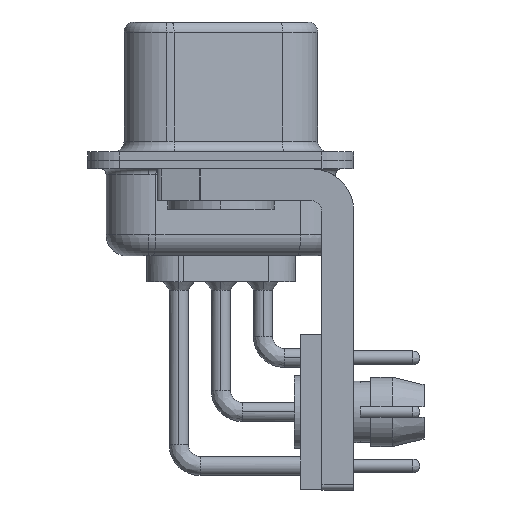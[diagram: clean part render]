
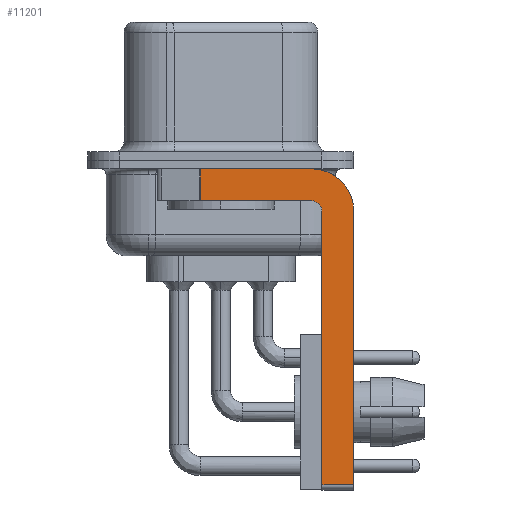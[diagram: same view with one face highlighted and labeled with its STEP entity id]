
A CAD part, left-side view. The second image highlights one B-rep face of the part: STEP entity #11201.
In plain terms, the highlighted planar face has unit normal (-1, 0, 0).
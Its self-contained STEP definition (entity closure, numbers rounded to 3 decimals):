
#870 = ORIENTED_EDGE ( 'NONE', *, *, #27953, .F. ) ;
#1121 = CARTESIAN_POINT ( 'NONE',  ( -2.9, -4.25, -15.25 ) ) ;
#1887 = VECTOR ( 'NONE', #23340, 1000. ) ;
#2117 = VERTEX_POINT ( 'NONE', #29511 ) ;
#3867 = ORIENTED_EDGE ( 'NONE', *, *, #6573, .F. ) ;
#4287 = DIRECTION ( 'NONE',  ( 0., -1., 0. ) ) ;
#4510 = CARTESIAN_POINT ( 'NONE',  ( -2.9, -4.75, -15.5 ) ) ;
#4553 = VERTEX_POINT ( 'NONE', #34480 ) ;
#6062 = VECTOR ( 'NONE', #35430, 1000. ) ;
#6573 = EDGE_CURVE ( 'NONE', #2117, #38267, #9960, .T. ) ;
#6755 = VERTEX_POINT ( 'NONE', #23713 ) ;
#7573 = CARTESIAN_POINT ( 'NONE',  ( -2.9, 0.978, -1.9 ) ) ;
#8496 = DIRECTION ( 'NONE',  ( 0., -1., 0. ) ) ;
#8665 = LINE ( 'NONE', #34117, #25369 ) ;
#8905 = DIRECTION ( 'NONE',  ( 1., 0., 0. ) ) ;
#9960 = LINE ( 'NONE', #28842, #17488 ) ;
#10230 = LINE ( 'NONE', #4510, #1887 ) ;
#11201 = ADVANCED_FACE ( 'NONE', ( #29503 ), #13334, .F. ) ;
#11742 = CARTESIAN_POINT ( 'NONE',  ( -2.9, 3., -0.4 ) ) ;
#12844 = LINE ( 'NONE', #11742, #22132 ) ;
#13334 = PLANE ( 'NONE',  #19392 ) ;
#13425 = VERTEX_POINT ( 'NONE', #21944 ) ;
#13472 = DIRECTION ( 'NONE',  ( 0., 0., -1. ) ) ;
#14135 = CARTESIAN_POINT ( 'NONE',  ( -2.9, -6.25, -2.4 ) ) ;
#14428 = CARTESIAN_POINT ( 'NONE',  ( -2.9, -4.25, -2.4 ) ) ;
#14905 = CIRCLE ( 'NONE', #17054, 0.5 ) ;
#15783 = ORIENTED_EDGE ( 'NONE', *, *, #28300, .F. ) ;
#16186 = LINE ( 'NONE', #1121, #38940 ) ;
#16523 = DIRECTION ( 'NONE',  ( 1., 0., 0. ) ) ;
#16798 = CARTESIAN_POINT ( 'NONE',  ( -2.9, -6.25, -2.4 ) ) ;
#17054 = AXIS2_PLACEMENT_3D ( 'NONE', #14428, #36075, #17588 ) ;
#17247 = EDGE_LOOP ( 'NONE', ( #870, #29559, #3867, #24004, #15783, #33819, #18463, #20802 ) ) ;
#17488 = VECTOR ( 'NONE', #28711, 1000. ) ;
#17588 = DIRECTION ( 'NONE',  ( 0., 0., 1. ) ) ;
#18463 = ORIENTED_EDGE ( 'NONE', *, *, #32330, .F. ) ;
#19392 = AXIS2_PLACEMENT_3D ( 'NONE', #35017, #16523, #38147 ) ;
#20802 = ORIENTED_EDGE ( 'NONE', *, *, #26471, .F. ) ;
#21944 = CARTESIAN_POINT ( 'NONE',  ( -2.9, 0.978, -0.4 ) ) ;
#22132 = VECTOR ( 'NONE', #8496, 1000. ) ;
#22669 = CARTESIAN_POINT ( 'NONE',  ( -2.9, -6.25, -15.25 ) ) ;
#23340 = DIRECTION ( 'NONE',  ( 0., 0., 1. ) ) ;
#23713 = CARTESIAN_POINT ( 'NONE',  ( -2.9, -4.25, -0.4 ) ) ;
#24004 = ORIENTED_EDGE ( 'NONE', *, *, #37024, .F. ) ;
#25369 = VECTOR ( 'NONE', #13472, 1000. ) ;
#26471 = EDGE_CURVE ( 'NONE', #6755, #31292, #38705, .T. ) ;
#27695 = CARTESIAN_POINT ( 'NONE',  ( -2.9, -4.25, -2.4 ) ) ;
#27953 = EDGE_CURVE ( 'NONE', #13425, #6755, #12844, .T. ) ;
#28300 = EDGE_CURVE ( 'NONE', #4553, #39714, #10230, .T. ) ;
#28588 = CARTESIAN_POINT ( 'NONE',  ( -2.9, -4.75, -2.4 ) ) ;
#28711 = DIRECTION ( 'NONE',  ( 0., 1., 0. ) ) ;
#28842 = CARTESIAN_POINT ( 'NONE',  ( -2.9, -4.25, -1.9 ) ) ;
#29014 = AXIS2_PLACEMENT_3D ( 'NONE', #27695, #8905, #30793 ) ;
#29503 = FACE_OUTER_BOUND ( 'NONE', #17247, .T. ) ;
#29511 = CARTESIAN_POINT ( 'NONE',  ( -2.9, -4.25, -1.9 ) ) ;
#29559 = ORIENTED_EDGE ( 'NONE', *, *, #30550, .T. ) ;
#30550 = EDGE_CURVE ( 'NONE', #13425, #38267, #8665, .T. ) ;
#30609 = EDGE_CURVE ( 'NONE', #4553, #35495, #16186, .T. ) ;
#30793 = DIRECTION ( 'NONE',  ( 0., 0., -1. ) ) ;
#31035 = LINE ( 'NONE', #16798, #6062 ) ;
#31292 = VERTEX_POINT ( 'NONE', #14135 ) ;
#32330 = EDGE_CURVE ( 'NONE', #31292, #35495, #31035, .T. ) ;
#33819 = ORIENTED_EDGE ( 'NONE', *, *, #30609, .T. ) ;
#34117 = CARTESIAN_POINT ( 'NONE',  ( -2.9, 0.978, -1.9 ) ) ;
#34480 = CARTESIAN_POINT ( 'NONE',  ( -2.9, -4.75, -15.25 ) ) ;
#35017 = CARTESIAN_POINT ( 'NONE',  ( -2.9, -4.25, -2.4 ) ) ;
#35430 = DIRECTION ( 'NONE',  ( 0., 0., -1. ) ) ;
#35495 = VERTEX_POINT ( 'NONE', #22669 ) ;
#36075 = DIRECTION ( 'NONE',  ( -1., 0., 0. ) ) ;
#37024 = EDGE_CURVE ( 'NONE', #39714, #2117, #14905, .T. ) ;
#38147 = DIRECTION ( 'NONE',  ( 0., 0., -1. ) ) ;
#38267 = VERTEX_POINT ( 'NONE', #7573 ) ;
#38705 = CIRCLE ( 'NONE', #29014, 2. ) ;
#38940 = VECTOR ( 'NONE', #4287, 1000. ) ;
#39714 = VERTEX_POINT ( 'NONE', #28588 ) ;
